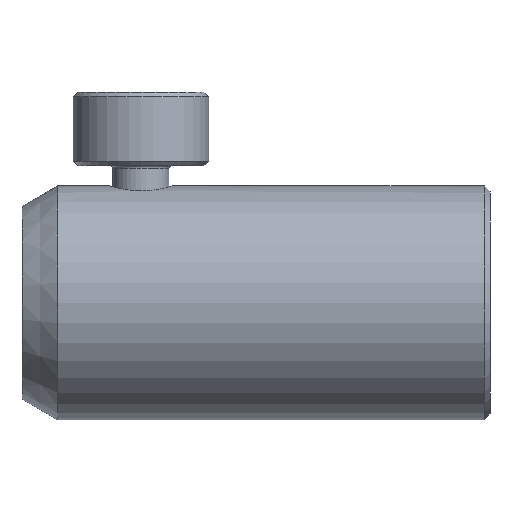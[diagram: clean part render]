
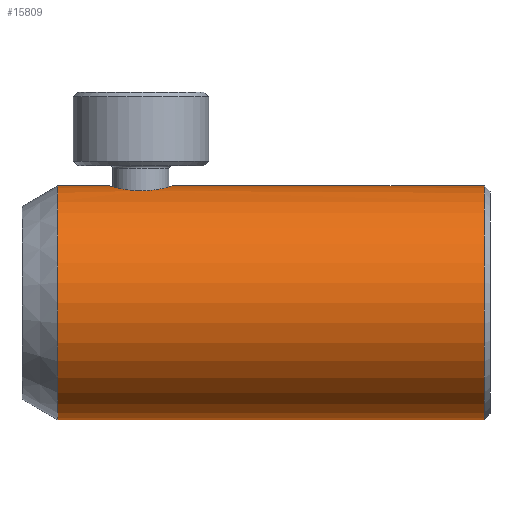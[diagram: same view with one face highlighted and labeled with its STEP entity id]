
A CAD part, left-side view. The second image highlights one B-rep face of the part: STEP entity #15809.
In plain terms, the highlighted cylindrical face has radius 12.5 mm (diameter 25 mm), a partial arc.
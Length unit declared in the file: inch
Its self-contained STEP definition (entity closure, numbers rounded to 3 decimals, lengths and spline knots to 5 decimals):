
#1886 = AXIS2_PLACEMENT_3D ( 'NONE', #2430, #2431, #2440 ) ;
#2430 = CARTESIAN_POINT ( 'NONE',  ( -0.00981, 1.21373, -0.20708 ) ) ;
#2431 = DIRECTION ( 'NONE',  ( 0., -1., 0. ) ) ;
#2440 = DIRECTION ( 'NONE',  ( 0., 0., -1. ) ) ;
#2705 = CARTESIAN_POINT ( 'NONE',  ( -0.00981, 0.57914, 0.28504 ) ) ;
#2707 = CARTESIAN_POINT ( 'NONE',  ( -0.00981, 0.84831, 0.28504 ) ) ;
#2710 = CARTESIAN_POINT ( 'NONE',  ( -0.00981, 1.06373, -0.69921 ) ) ;
#2711 = CARTESIAN_POINT ( 'NONE',  ( -0.00981, 1.06373, 0.28504 ) ) ;
#2724 = CARTESIAN_POINT ( 'NONE',  ( -0.00981, -0.72978, 0.28504 ) ) ;
#2725 = CARTESIAN_POINT ( 'NONE',  ( -0.00981, -0.72978, -0.69921 ) ) ;
#4875 = B_SPLINE_CURVE_WITH_KNOTS ( 'NONE', 3,
 ( #12200, #12238, #12248, #12249, #12250, #12251, #12252, #12253, #12254, #12255, #12256, #12257, #12258, #12259, #12260, #12261, #12262, #12263, #12264, #12265, #12266, #12267, #12268, #12269, #12270, #12271, #12272, #12273, #12274, #12275 ),
 .UNSPECIFIED., .F., .F.,
 ( 4, 2, 2, 2, 2, 2, 2, 2, 2, 2, 2, 2, 2, 2, 4 ),
 ( 0., 0.06249, 0.09373, 0.12497, 0.18746, 0.20308, 0.2187, 0.24994, 0.31243, 0.32805, 0.34367, 0.37492, 0.4374, 0.46864, 0.49989 ),
 .UNSPECIFIED. ) ;
#10635 = AXIS2_PLACEMENT_3D ( 'NONE', #12063, #12064, #12065 ) ;
#10643 = AXIS2_PLACEMENT_3D ( 'NONE', #12283, #12284, #12285 ) ;
#10837 = CIRCLE ( 'NONE', #10635, 0.49213 ) ;
#10865 = CIRCLE ( 'NONE', #10643, 0.49213 ) ;
#10898 = LINE ( 'NONE', #12347, #10901 ) ;
#10901 = VECTOR ( 'NONE', #12348, 39.37008 ) ;
#11003 = LINE ( 'NONE', #12682, #11007 ) ;
#11007 = VECTOR ( 'NONE', #12687, 39.37008 ) ;
#11025 = LINE ( 'NONE', #12747, #11030 ) ;
#11030 = VECTOR ( 'NONE', #12753, 39.37008 ) ;
#12063 = CARTESIAN_POINT ( 'NONE',  ( -0.00981, 1.06373, -0.20708 ) ) ;
#12064 = DIRECTION ( 'NONE',  ( 0., -1., 0. ) ) ;
#12065 = DIRECTION ( 'NONE',  ( 0., 0., 1. ) ) ;
#12200 = CARTESIAN_POINT ( 'NONE',  ( -0.00981, 0.57914, 0.28504 ) ) ;
#12238 = CARTESIAN_POINT ( 'NONE',  ( -0.02842, 0.57916, 0.28504 ) ) ;
#12248 = CARTESIAN_POINT ( 'NONE',  ( -0.04658, 0.58264, 0.28399 ) ) ;
#12249 = CARTESIAN_POINT ( 'NONE',  ( -0.07297, 0.59307, 0.28105 ) ) ;
#12250 = CARTESIAN_POINT ( 'NONE',  ( -0.0811, 0.5972, 0.27991 ) ) ;
#12251 = CARTESIAN_POINT ( 'NONE',  ( -0.09639, 0.60687, 0.27743 ) ) ;
#12252 = CARTESIAN_POINT ( 'NONE',  ( -0.10349, 0.6124, 0.27609 ) ) ;
#12253 = CARTESIAN_POINT ( 'NONE',  ( -0.12316, 0.63107, 0.272 ) ) ;
#12254 = CARTESIAN_POINT ( 'NONE',  ( -0.1333, 0.64558, 0.26936 ) ) ;
#12255 = CARTESIAN_POINT ( 'NONE',  ( -0.14234, 0.66627, 0.26687 ) ) ;
#12256 = CARTESIAN_POINT ( 'NONE',  ( -0.14395, 0.67053, 0.26641 ) ) ;
#12257 = CARTESIAN_POINT ( 'NONE',  ( -0.14669, 0.679, 0.26563 ) ) ;
#12258 = CARTESIAN_POINT ( 'NONE',  ( -0.14783, 0.68327, 0.26529 ) ) ;
#12259 = CARTESIAN_POINT ( 'NONE',  ( -0.15056, 0.69616, 0.26449 ) ) ;
#12260 = CARTESIAN_POINT ( 'NONE',  ( -0.15147, 0.70486, 0.26421 ) ) ;
#12261 = CARTESIAN_POINT ( 'NONE',  ( -0.15148, 0.73131, 0.26421 ) ) ;
#12262 = CARTESIAN_POINT ( 'NONE',  ( -0.14785, 0.74847, 0.26535 ) ) ;
#12263 = CARTESIAN_POINT ( 'NONE',  ( -0.13867, 0.76949, 0.26788 ) ) ;
#12264 = CARTESIAN_POINT ( 'NONE',  ( -0.13671, 0.77344, 0.26841 ) ) ;
#12265 = CARTESIAN_POINT ( 'NONE',  ( -0.13237, 0.78121, 0.26954 ) ) ;
#12266 = CARTESIAN_POINT ( 'NONE',  ( -0.13001, 0.78497, 0.27014 ) ) ;
#12267 = CARTESIAN_POINT ( 'NONE',  ( -0.1224, 0.79587, 0.27202 ) ) ;
#12268 = CARTESIAN_POINT ( 'NONE',  ( -0.11658, 0.80262, 0.27337 ) ) ;
#12269 = CARTESIAN_POINT ( 'NONE',  ( -0.09688, 0.82134, 0.27746 ) ) ;
#12270 = CARTESIAN_POINT ( 'NONE',  ( -0.08167, 0.83095, 0.28009 ) ) ;
#12271 = CARTESIAN_POINT ( 'NONE',  ( -0.05542, 0.84132, 0.283 ) ) ;
#12272 = CARTESIAN_POINT ( 'NONE',  ( -0.04644, 0.84395, 0.28376 ) ) ;
#12273 = CARTESIAN_POINT ( 'NONE',  ( -0.02831, 0.84743, 0.28478 ) ) ;
#12274 = CARTESIAN_POINT ( 'NONE',  ( -0.01912, 0.8483, 0.28504 ) ) ;
#12275 = CARTESIAN_POINT ( 'NONE',  ( -0.00981, 0.84831, 0.28504 ) ) ;
#12283 = CARTESIAN_POINT ( 'NONE',  ( -0.00981, -0.72978, -0.20708 ) ) ;
#12284 = DIRECTION ( 'NONE',  ( 0., 1., 0. ) ) ;
#12285 = DIRECTION ( 'NONE',  ( 0., 0., 1. ) ) ;
#12347 = CARTESIAN_POINT ( 'NONE',  ( -0.00981, 1.21373, -0.69921 ) ) ;
#12348 = DIRECTION ( 'NONE',  ( 0., -1., 0. ) ) ;
#12682 = CARTESIAN_POINT ( 'NONE',  ( -0.00981, 1.21373, 0.28504 ) ) ;
#12687 = DIRECTION ( 'NONE',  ( 0., -1., 0. ) ) ;
#12747 = CARTESIAN_POINT ( 'NONE',  ( -0.00981, 1.21373, 0.28504 ) ) ;
#12753 = DIRECTION ( 'NONE',  ( 0., -1., 0. ) ) ;
#15809 = ADVANCED_FACE ( 'NONE', ( #22004 ), #22013, .T. ) ;
#17409 = EDGE_LOOP ( 'NONE', ( #20680, #20641, #20640, #20639, #20613, #20602 ) ) ;
#17627 = VERTEX_POINT ( 'NONE', #2705 ) ;
#17631 = VERTEX_POINT ( 'NONE', #2707 ) ;
#17635 = VERTEX_POINT ( 'NONE', #2710 ) ;
#17636 = VERTEX_POINT ( 'NONE', #2711 ) ;
#17649 = VERTEX_POINT ( 'NONE', #2724 ) ;
#17650 = VERTEX_POINT ( 'NONE', #2725 ) ;
#19159 = EDGE_CURVE ( 'NONE', #17636, #17635, #10837, .T. ) ;
#19186 = EDGE_CURVE ( 'NONE', #17627, #17631, #4875, .T. ) ;
#19189 = EDGE_CURVE ( 'NONE', #17650, #17649, #10865, .T. ) ;
#19214 = EDGE_CURVE ( 'NONE', #17635, #17650, #10898, .T. ) ;
#19297 = EDGE_CURVE ( 'NONE', #17627, #17649, #11003, .T. ) ;
#19312 = EDGE_CURVE ( 'NONE', #17636, #17631, #11025, .T. ) ;
#20602 = ORIENTED_EDGE ( 'NONE', *, *, #19186, .T. ) ;
#20613 = ORIENTED_EDGE ( 'NONE', *, *, #19297, .F. ) ;
#20639 = ORIENTED_EDGE ( 'NONE', *, *, #19189, .T. ) ;
#20640 = ORIENTED_EDGE ( 'NONE', *, *, #19214, .T. ) ;
#20641 = ORIENTED_EDGE ( 'NONE', *, *, #19159, .T. ) ;
#20680 = ORIENTED_EDGE ( 'NONE', *, *, #19312, .F. ) ;
#22004 = FACE_OUTER_BOUND ( 'NONE', #17409, .T. ) ;
#22013 = CYLINDRICAL_SURFACE ( 'NONE', #1886, 0.49213 ) ;
